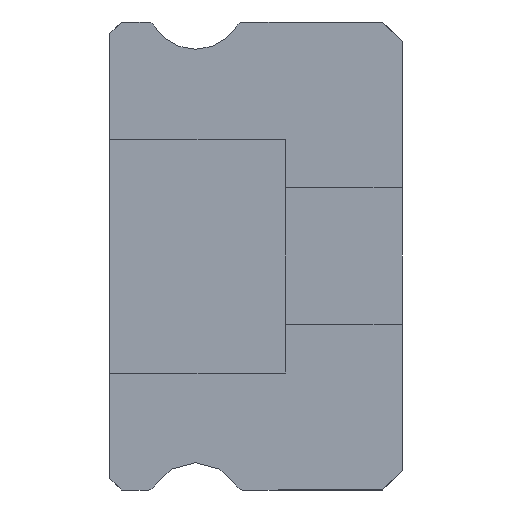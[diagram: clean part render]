
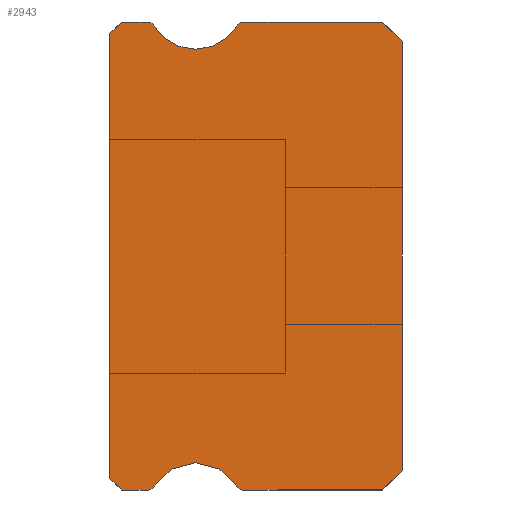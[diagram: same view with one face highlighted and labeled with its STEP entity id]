
A CAD part, left-side view. The second image highlights one B-rep face of the part: STEP entity #2943.
In plain terms, the highlighted planar face has unit normal (-1, 0, 0).
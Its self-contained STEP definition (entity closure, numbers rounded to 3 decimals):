
#18 = VECTOR ( 'NONE', #6775, 1000. ) ;
#149 = PLANE ( 'NONE',  #7745 ) ;
#283 = VERTEX_POINT ( 'NONE', #11244 ) ;
#407 = VERTEX_POINT ( 'NONE', #4343 ) ;
#615 = VERTEX_POINT ( 'NONE', #5001 ) ;
#862 = DIRECTION ( 'NONE',  ( 0., -0.707, -0.707 ) ) ;
#875 = CIRCLE ( 'NONE', #9633, 1.25 ) ;
#961 = EDGE_LOOP ( 'NONE', ( #3612, #6868, #4200, #3549, #11537, #2284, #5811, #12375, #11488, #1948, #10043, #5607, #7478, #2418, #8441, #4035, #2221 ) ) ;
#1073 = DIRECTION ( 'NONE',  ( 0., 1., 0. ) ) ;
#1244 = DIRECTION ( 'NONE',  ( 0., 0., -1. ) ) ;
#1297 = DIRECTION ( 'NONE',  ( -1., 0., 0. ) ) ;
#1444 = EDGE_CURVE ( 'NONE', #9000, #2134, #3130, .T. ) ;
#1505 = DIRECTION ( 'NONE',  ( 0., 0., -1. ) ) ;
#1520 = VECTOR ( 'NONE', #10184, 1000. ) ;
#1613 = CARTESIAN_POINT ( 'NONE',  ( -5., 7.5, -5.7 ) ) ;
#1756 = VERTEX_POINT ( 'NONE', #12801 ) ;
#1866 = EDGE_CURVE ( 'NONE', #4965, #5014, #5090, .T. ) ;
#1948 = ORIENTED_EDGE ( 'NONE', *, *, #13174, .T. ) ;
#2041 = DIRECTION ( 'NONE',  ( 0., 0., -1. ) ) ;
#2059 = CARTESIAN_POINT ( 'NONE',  ( -5., 4.088, 6. ) ) ;
#2094 = VECTOR ( 'NONE', #862, 1000. ) ;
#2134 = VERTEX_POINT ( 'NONE', #10788 ) ;
#2204 = CIRCLE ( 'NONE', #4558, 0.15 ) ;
#2220 = CARTESIAN_POINT ( 'NONE',  ( -5., 4.088, -6. ) ) ;
#2221 = ORIENTED_EDGE ( 'NONE', *, *, #5953, .T. ) ;
#2284 = ORIENTED_EDGE ( 'NONE', *, *, #3823, .F. ) ;
#2317 = DIRECTION ( 'NONE',  ( 0., 0., -1. ) ) ;
#2418 = ORIENTED_EDGE ( 'NONE', *, *, #13198, .F. ) ;
#2552 = DIRECTION ( 'NONE',  ( 0., -0.707, -0.707 ) ) ;
#2560 = CARTESIAN_POINT ( 'NONE',  ( -5., 6.512, -6. ) ) ;
#2668 = VECTOR ( 'NONE', #1073, 1000. ) ;
#2764 = CARTESIAN_POINT ( 'NONE',  ( -5., 7.2, 6. ) ) ;
#2934 = EDGE_CURVE ( 'NONE', #1756, #8810, #5968, .T. ) ;
#2943 = ADVANCED_FACE ( 'NONE', ( #8140 ), #149, .F. ) ;
#2996 = CARTESIAN_POINT ( 'NONE',  ( -5., 7.2, -6. ) ) ;
#3130 = CIRCLE ( 'NONE', #3498, 0.15 ) ;
#3223 = AXIS2_PLACEMENT_3D ( 'NONE', #8549, #1297, #1505 ) ;
#3428 = CARTESIAN_POINT ( 'NONE',  ( -5., 6.512, -5.85 ) ) ;
#3498 = AXIS2_PLACEMENT_3D ( 'NONE', #3951, #9911, #12973 ) ;
#3549 = ORIENTED_EDGE ( 'NONE', *, *, #4808, .T. ) ;
#3612 = ORIENTED_EDGE ( 'NONE', *, *, #2934, .T. ) ;
#3645 = VERTEX_POINT ( 'NONE', #1613 ) ;
#3731 = DIRECTION ( 'NONE',  ( 0., 0., -1. ) ) ;
#3750 = VERTEX_POINT ( 'NONE', #2059 ) ;
#3823 = EDGE_CURVE ( 'NONE', #407, #283, #7080, .T. ) ;
#3951 = CARTESIAN_POINT ( 'NONE',  ( -5., 6.512, 5.85 ) ) ;
#4035 = ORIENTED_EDGE ( 'NONE', *, *, #1444, .F. ) ;
#4098 = CIRCLE ( 'NONE', #8817, 1.25 ) ;
#4200 = ORIENTED_EDGE ( 'NONE', *, *, #10940, .T. ) ;
#4205 = VECTOR ( 'NONE', #5521, 1000. ) ;
#4206 = CARTESIAN_POINT ( 'NONE',  ( -5., 0., 5.5 ) ) ;
#4291 = VERTEX_POINT ( 'NONE', #7778 ) ;
#4293 = CIRCLE ( 'NONE', #7277, 0.15 ) ;
#4343 = CARTESIAN_POINT ( 'NONE',  ( -5., 4.217, -5.925 ) ) ;
#4558 = AXIS2_PLACEMENT_3D ( 'NONE', #5983, #9032, #12221 ) ;
#4606 = CARTESIAN_POINT ( 'NONE',  ( -5., 6.512, 6. ) ) ;
#4808 = EDGE_CURVE ( 'NONE', #7518, #12026, #11003, .T. ) ;
#4965 = VERTEX_POINT ( 'NONE', #11314 ) ;
#5001 = CARTESIAN_POINT ( 'NONE',  ( -5., 0.5, 6. ) ) ;
#5014 = VERTEX_POINT ( 'NONE', #2220 ) ;
#5022 = CARTESIAN_POINT ( 'NONE',  ( -5., 7.5, 5.7 ) ) ;
#5035 = EDGE_CURVE ( 'NONE', #6351, #4965, #12261, .T. ) ;
#5038 = CARTESIAN_POINT ( 'NONE',  ( -5., 0., -5.5 ) ) ;
#5090 = LINE ( 'NONE', #10181, #2668 ) ;
#5292 = CARTESIAN_POINT ( 'NONE',  ( -5., 0., -5.5 ) ) ;
#5359 = VECTOR ( 'NONE', #11203, 1000. ) ;
#5521 = DIRECTION ( 'NONE',  ( 0., -1., 0. ) ) ;
#5607 = ORIENTED_EDGE ( 'NONE', *, *, #10322, .F. ) ;
#5811 = ORIENTED_EDGE ( 'NONE', *, *, #10383, .F. ) ;
#5836 = DIRECTION ( 'NONE',  ( 0., -1., 0. ) ) ;
#5949 = LINE ( 'NONE', #2764, #18 ) ;
#5953 = EDGE_CURVE ( 'NONE', #9000, #1756, #5949, .T. ) ;
#5968 = LINE ( 'NONE', #7052, #5359 ) ;
#5983 = CARTESIAN_POINT ( 'NONE',  ( -5., 4.088, -5.85 ) ) ;
#6156 = VERTEX_POINT ( 'NONE', #8893 ) ;
#6351 = VERTEX_POINT ( 'NONE', #5292 ) ;
#6479 = CARTESIAN_POINT ( 'NONE',  ( -5., 6.512, 6. ) ) ;
#6600 = DIRECTION ( 'NONE',  ( -1., 0., 0. ) ) ;
#6661 = CARTESIAN_POINT ( 'NONE',  ( -5., 4.088, 5.85 ) ) ;
#6775 = DIRECTION ( 'NONE',  ( 0., 1., 0. ) ) ;
#6868 = ORIENTED_EDGE ( 'NONE', *, *, #7370, .F. ) ;
#7052 = CARTESIAN_POINT ( 'NONE',  ( -5., 7.5, 5.7 ) ) ;
#7080 = CIRCLE ( 'NONE', #3223, 1.25 ) ;
#7081 = LINE ( 'NONE', #10100, #2094 ) ;
#7122 = DIRECTION ( 'NONE',  ( 1., 0., 0. ) ) ;
#7213 = EDGE_CURVE ( 'NONE', #2134, #4291, #4098, .T. ) ;
#7277 = AXIS2_PLACEMENT_3D ( 'NONE', #3428, #7511, #9657 ) ;
#7354 = DIRECTION ( 'NONE',  ( 0., 0., 1. ) ) ;
#7370 = EDGE_CURVE ( 'NONE', #3645, #8810, #12494, .T. ) ;
#7411 = CARTESIAN_POINT ( 'NONE',  ( -5., 7.5, 5.85 ) ) ;
#7472 = CARTESIAN_POINT ( 'NONE',  ( -5., 5.3, 6.55 ) ) ;
#7478 = ORIENTED_EDGE ( 'NONE', *, *, #13015, .F. ) ;
#7511 = DIRECTION ( 'NONE',  ( 1., 0., 0. ) ) ;
#7518 = VERTEX_POINT ( 'NONE', #2996 ) ;
#7745 = AXIS2_PLACEMENT_3D ( 'NONE', #11264, #7122, #2041 ) ;
#7778 = CARTESIAN_POINT ( 'NONE',  ( -5., 5.3, 5.3 ) ) ;
#7941 = VECTOR ( 'NONE', #7354, 1000. ) ;
#8140 = FACE_OUTER_BOUND ( 'NONE', #961, .T. ) ;
#8358 = DIRECTION ( 'NONE',  ( -1., 0., 0. ) ) ;
#8410 = EDGE_CURVE ( 'NONE', #615, #6156, #7081, .T. ) ;
#8441 = ORIENTED_EDGE ( 'NONE', *, *, #7213, .F. ) ;
#8549 = CARTESIAN_POINT ( 'NONE',  ( -5., 5.3, -6.55 ) ) ;
#8668 = CARTESIAN_POINT ( 'NONE',  ( -5., 7.2, -6. ) ) ;
#8810 = VERTEX_POINT ( 'NONE', #5022 ) ;
#8817 = AXIS2_PLACEMENT_3D ( 'NONE', #7472, #8358, #2317 ) ;
#8893 = CARTESIAN_POINT ( 'NONE',  ( -5., 0., 5.5 ) ) ;
#9000 = VERTEX_POINT ( 'NONE', #6479 ) ;
#9032 = DIRECTION ( 'NONE',  ( 1., 0., 0. ) ) ;
#9358 = CARTESIAN_POINT ( 'NONE',  ( -5., 5.3, 6.55 ) ) ;
#9633 = AXIS2_PLACEMENT_3D ( 'NONE', #9358, #6600, #1244 ) ;
#9649 = VECTOR ( 'NONE', #2552, 1000. ) ;
#9657 = DIRECTION ( 'NONE',  ( 0., 0., -1. ) ) ;
#9794 = CARTESIAN_POINT ( 'NONE',  ( -5., 6.512, -6. ) ) ;
#9832 = CIRCLE ( 'NONE', #11117, 0.15 ) ;
#9911 = DIRECTION ( 'NONE',  ( 1., 0., 0. ) ) ;
#10043 = ORIENTED_EDGE ( 'NONE', *, *, #8410, .F. ) ;
#10100 = CARTESIAN_POINT ( 'NONE',  ( -5., 0.5, 6. ) ) ;
#10181 = CARTESIAN_POINT ( 'NONE',  ( -5., 6.512, -6. ) ) ;
#10184 = DIRECTION ( 'NONE',  ( 0., 0.707, -0.707 ) ) ;
#10259 = VECTOR ( 'NONE', #5836, 1000. ) ;
#10322 = EDGE_CURVE ( 'NONE', #3750, #615, #10624, .T. ) ;
#10383 = EDGE_CURVE ( 'NONE', #5014, #407, #2204, .T. ) ;
#10420 = LINE ( 'NONE', #4206, #7941 ) ;
#10624 = LINE ( 'NONE', #4606, #4205 ) ;
#10717 = LINE ( 'NONE', #8668, #9649 ) ;
#10754 = DIRECTION ( 'NONE',  ( 1., 0., 0. ) ) ;
#10776 = VERTEX_POINT ( 'NONE', #12082 ) ;
#10788 = CARTESIAN_POINT ( 'NONE',  ( -5., 6.383, 5.925 ) ) ;
#10940 = EDGE_CURVE ( 'NONE', #3645, #7518, #10717, .T. ) ;
#10942 = VECTOR ( 'NONE', #11482, 1000. ) ;
#11003 = LINE ( 'NONE', #9794, #10259 ) ;
#11117 = AXIS2_PLACEMENT_3D ( 'NONE', #6661, #10754, #3731 ) ;
#11203 = DIRECTION ( 'NONE',  ( 0., 0.707, -0.707 ) ) ;
#11244 = CARTESIAN_POINT ( 'NONE',  ( -5., 6.383, -5.925 ) ) ;
#11264 = CARTESIAN_POINT ( 'NONE',  ( -5., 6.512, 5.85 ) ) ;
#11314 = CARTESIAN_POINT ( 'NONE',  ( -5., 0.5, -6. ) ) ;
#11482 = DIRECTION ( 'NONE',  ( 0., 0., 1. ) ) ;
#11488 = ORIENTED_EDGE ( 'NONE', *, *, #5035, .F. ) ;
#11537 = ORIENTED_EDGE ( 'NONE', *, *, #12155, .F. ) ;
#12026 = VERTEX_POINT ( 'NONE', #2560 ) ;
#12082 = CARTESIAN_POINT ( 'NONE',  ( -5., 4.217, 5.925 ) ) ;
#12155 = EDGE_CURVE ( 'NONE', #283, #12026, #4293, .T. ) ;
#12221 = DIRECTION ( 'NONE',  ( 0., 0., -1. ) ) ;
#12261 = LINE ( 'NONE', #5038, #1520 ) ;
#12375 = ORIENTED_EDGE ( 'NONE', *, *, #1866, .F. ) ;
#12494 = LINE ( 'NONE', #7411, #10942 ) ;
#12801 = CARTESIAN_POINT ( 'NONE',  ( -5., 7.2, 6. ) ) ;
#12973 = DIRECTION ( 'NONE',  ( 0., 0., -1. ) ) ;
#13015 = EDGE_CURVE ( 'NONE', #10776, #3750, #9832, .T. ) ;
#13174 = EDGE_CURVE ( 'NONE', #6351, #6156, #10420, .T. ) ;
#13198 = EDGE_CURVE ( 'NONE', #4291, #10776, #875, .T. ) ;
